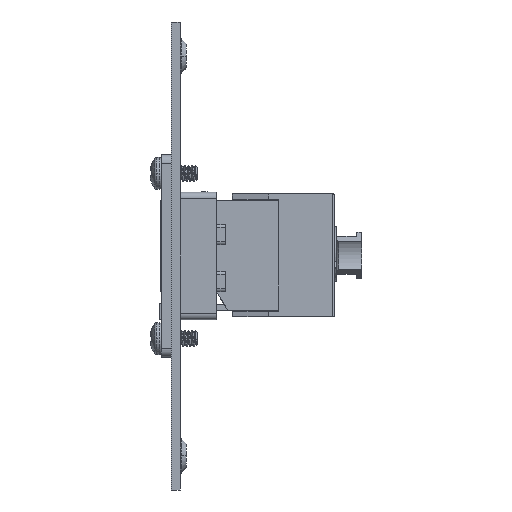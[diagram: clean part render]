
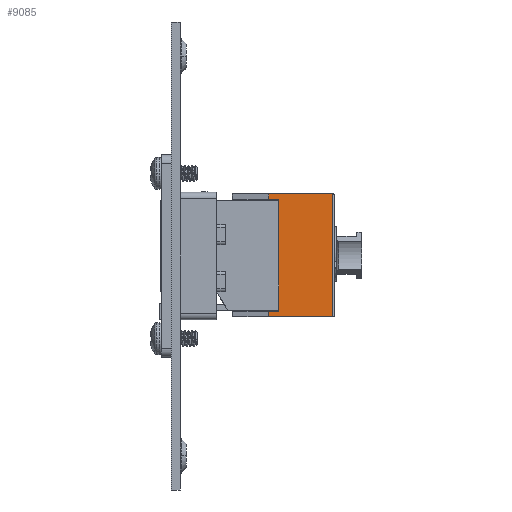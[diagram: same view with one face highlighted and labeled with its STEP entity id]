
A CAD part, left-side view. The second image highlights one B-rep face of the part: STEP entity #9085.
In plain terms, the highlighted face is planar.
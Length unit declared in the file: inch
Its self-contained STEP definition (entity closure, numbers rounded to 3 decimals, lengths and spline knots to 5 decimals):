
#43 = EDGE_CURVE ( 'NONE', #8703, #8720, #13094, .T. ) ;
#1466 = VERTEX_POINT ( 'NONE', #19145 ) ;
#2190 = VECTOR ( 'NONE', #25218, 39.37008 ) ;
#2529 = EDGE_CURVE ( 'NONE', #1466, #2907, #18510, .T. ) ;
#2890 = FACE_OUTER_BOUND ( 'NONE', #10361, .T. ) ;
#2907 = VERTEX_POINT ( 'NONE', #22982 ) ;
#2963 = VERTEX_POINT ( 'NONE', #5283 ) ;
#3141 = VERTEX_POINT ( 'NONE', #18936 ) ;
#3297 = CARTESIAN_POINT ( 'NONE',  ( 0.208, 0.14066, 0.385 ) ) ;
#3806 = EDGE_CURVE ( 'NONE', #2963, #1466, #13184, .T. ) ;
#4391 = CARTESIAN_POINT ( 'NONE',  ( 0.208, 0.14066, 0.385 ) ) ;
#4840 = CARTESIAN_POINT ( 'NONE',  ( 0.208, 0.45966, 0.385 ) ) ;
#5013 = EDGE_CURVE ( 'NONE', #23826, #14903, #11052, .T. ) ;
#5279 = CARTESIAN_POINT ( 'NONE',  ( 0.208, -0.23234, 0.425 ) ) ;
#5283 = CARTESIAN_POINT ( 'NONE',  ( 0.208, -0.23234, 0.425 ) ) ;
#5348 = ORIENTED_EDGE ( 'NONE', *, *, #8921, .F. ) ;
#5993 = EDGE_CURVE ( 'NONE', #14903, #8703, #23296, .T. ) ;
#6291 = DIRECTION ( 'NONE',  ( 0., 0., 1. ) ) ;
#7417 = DIRECTION ( 'NONE',  ( 0., 0., -1. ) ) ;
#7647 = DIRECTION ( 'NONE',  ( 0., 0., -1. ) ) ;
#8633 = DIRECTION ( 'NONE',  ( 0., 0., -1. ) ) ;
#8703 = VERTEX_POINT ( 'NONE', #4391 ) ;
#8720 = VERTEX_POINT ( 'NONE', #9021 ) ;
#8807 = VECTOR ( 'NONE', #8633, 39.37008 ) ;
#8848 = ORIENTED_EDGE ( 'NONE', *, *, #5013, .F. ) ;
#8921 = EDGE_CURVE ( 'NONE', #8720, #3141, #23788, .T. ) ;
#9021 = CARTESIAN_POINT ( 'NONE',  ( 0.208, 0.14066, -0.385 ) ) ;
#9085 = ADVANCED_FACE ( 'NONE', ( #2890 ), #28653, .F. ) ;
#9276 = ORIENTED_EDGE ( 'NONE', *, *, #5993, .F. ) ;
#9363 = ORIENTED_EDGE ( 'NONE', *, *, #2529, .T. ) ;
#9437 = DIRECTION ( 'NONE',  ( 0., 1., 0. ) ) ;
#9959 = VECTOR ( 'NONE', #7647, 39.37008 ) ;
#10361 = EDGE_LOOP ( 'NONE', ( #28629, #13763, #9363, #19823, #5348, #20353, #9276, #8848 ) ) ;
#10948 = CARTESIAN_POINT ( 'NONE',  ( 0.208, 0.21166, 0.385 ) ) ;
#11052 = LINE ( 'NONE', #16353, #26462 ) ;
#12087 = VECTOR ( 'NONE', #20665, 39.37008 ) ;
#13094 = LINE ( 'NONE', #3297, #9959 ) ;
#13184 = LINE ( 'NONE', #5279, #26881 ) ;
#13763 = ORIENTED_EDGE ( 'NONE', *, *, #3806, .T. ) ;
#14687 = LINE ( 'NONE', #19721, #8807 ) ;
#14768 = CARTESIAN_POINT ( 'NONE',  ( 0.208, -0.24234, 0.425 ) ) ;
#14871 = EDGE_CURVE ( 'NONE', #3141, #2907, #14687, .T. ) ;
#14903 = VERTEX_POINT ( 'NONE', #10948 ) ;
#15938 = CARTESIAN_POINT ( 'NONE',  ( 0.208, -0.24234, -0.425 ) ) ;
#16353 = CARTESIAN_POINT ( 'NONE',  ( 0.208, 0.21166, 0.425 ) ) ;
#17119 = DIRECTION ( 'NONE',  ( 0., 1., 0. ) ) ;
#18387 = VECTOR ( 'NONE', #17119, 39.37008 ) ;
#18510 = LINE ( 'NONE', #15938, #25572 ) ;
#18742 = LINE ( 'NONE', #14768, #18387 ) ;
#18936 = CARTESIAN_POINT ( 'NONE',  ( 0.208, 0.21166, -0.385 ) ) ;
#19145 = CARTESIAN_POINT ( 'NONE',  ( 0.208, -0.23234, -0.425 ) ) ;
#19389 = DIRECTION ( 'NONE',  ( -1., 0., 0. ) ) ;
#19721 = CARTESIAN_POINT ( 'NONE',  ( 0.208, 0.21166, 0.425 ) ) ;
#19823 = ORIENTED_EDGE ( 'NONE', *, *, #14871, .F. ) ;
#20353 = ORIENTED_EDGE ( 'NONE', *, *, #43, .F. ) ;
#20428 = AXIS2_PLACEMENT_3D ( 'NONE', #21745, #19389, #6291 ) ;
#20665 = DIRECTION ( 'NONE',  ( 0., -1., 0. ) ) ;
#21745 = CARTESIAN_POINT ( 'NONE',  ( 0.208, -0.24234, 0.425 ) ) ;
#22982 = CARTESIAN_POINT ( 'NONE',  ( 0.208, 0.21166, -0.425 ) ) ;
#23296 = LINE ( 'NONE', #4840, #12087 ) ;
#23788 = LINE ( 'NONE', #27748, #2190 ) ;
#23826 = VERTEX_POINT ( 'NONE', #28480 ) ;
#25218 = DIRECTION ( 'NONE',  ( 0., 1., 0. ) ) ;
#25572 = VECTOR ( 'NONE', #9437, 39.37008 ) ;
#25904 = EDGE_CURVE ( 'NONE', #2963, #23826, #18742, .T. ) ;
#26462 = VECTOR ( 'NONE', #7417, 39.37008 ) ;
#26881 = VECTOR ( 'NONE', #27123, 39.37008 ) ;
#27123 = DIRECTION ( 'NONE',  ( 0., 0., -1. ) ) ;
#27748 = CARTESIAN_POINT ( 'NONE',  ( 0.208, 0.45966, -0.385 ) ) ;
#28480 = CARTESIAN_POINT ( 'NONE',  ( 0.208, 0.21166, 0.425 ) ) ;
#28629 = ORIENTED_EDGE ( 'NONE', *, *, #25904, .F. ) ;
#28653 = PLANE ( 'NONE',  #20428 ) ;
